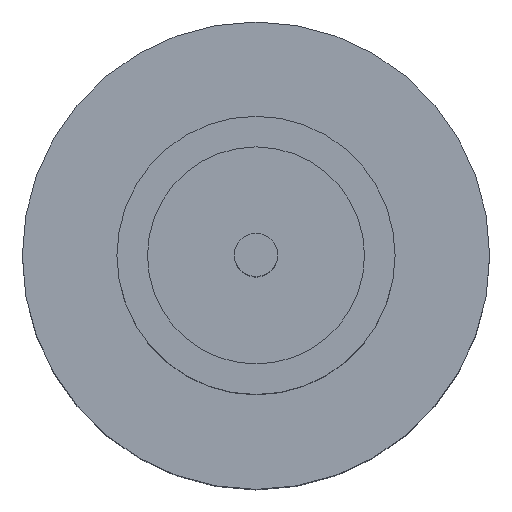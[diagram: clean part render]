
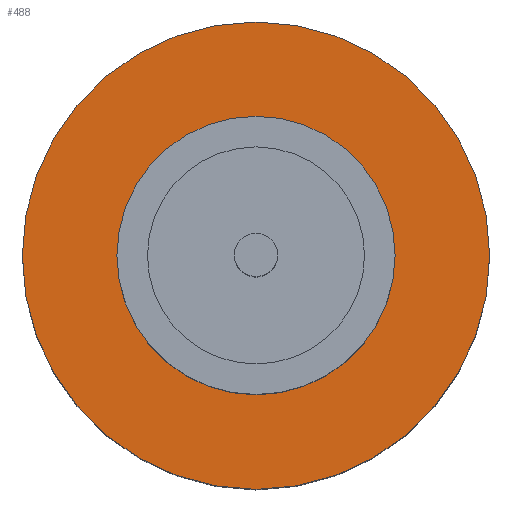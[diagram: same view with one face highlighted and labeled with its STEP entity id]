
A CAD part, top view. The second image highlights one B-rep face of the part: STEP entity #488.
In plain terms, the highlighted planar face has unit normal (0, 0, 1).
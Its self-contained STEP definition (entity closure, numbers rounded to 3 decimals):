
#20 = CARTESIAN_POINT ( 'NONE',  ( 0., 0., 1.55 ) ) ;
#84 = AXIS2_PLACEMENT_3D ( 'NONE', #486, #695, #319 ) ;
#150 = ORIENTED_EDGE ( 'NONE', *, *, #907, .T. ) ;
#179 = FACE_OUTER_BOUND ( 'NONE', #562, .T. ) ;
#199 = AXIS2_PLACEMENT_3D ( 'NONE', #20, #537, #294 ) ;
#214 = AXIS2_PLACEMENT_3D ( 'NONE', #629, #396, #626 ) ;
#230 = DIRECTION ( 'NONE',  ( 1., 0., 0. ) ) ;
#238 = CIRCLE ( 'NONE', #214, 2.1 ) ;
#241 = EDGE_LOOP ( 'NONE', ( #600, #823 ) ) ;
#270 = CARTESIAN_POINT ( 'NONE',  ( 2.1, 0., 1.55 ) ) ;
#294 = DIRECTION ( 'NONE',  ( 1., 0., 0. ) ) ;
#300 = AXIS2_PLACEMENT_3D ( 'NONE', #755, #679, #230 ) ;
#319 = DIRECTION ( 'NONE',  ( 1., 0., 0. ) ) ;
#370 = ORIENTED_EDGE ( 'NONE', *, *, #597, .T. ) ;
#396 = DIRECTION ( 'NONE',  ( 0., 0., 1. ) ) ;
#413 = CARTESIAN_POINT ( 'NONE',  ( -1.25, 0., 1.55 ) ) ;
#425 = CIRCLE ( 'NONE', #84, 2.1 ) ;
#432 = AXIS2_PLACEMENT_3D ( 'NONE', #761, #845, #625 ) ;
#435 = VERTEX_POINT ( 'NONE', #605 ) ;
#444 = CARTESIAN_POINT ( 'NONE',  ( -2.1, 0., 1.55 ) ) ;
#462 = VERTEX_POINT ( 'NONE', #444 ) ;
#480 = EDGE_CURVE ( 'NONE', #435, #833, #898, .T. ) ;
#486 = CARTESIAN_POINT ( 'NONE',  ( 0., 0., 1.55 ) ) ;
#488 = ADVANCED_FACE ( 'NONE', ( #516, #179 ), #752, .T. ) ;
#516 = FACE_BOUND ( 'NONE', #241, .T. ) ;
#537 = DIRECTION ( 'NONE',  ( 0., 0., 1. ) ) ;
#562 = EDGE_LOOP ( 'NONE', ( #370, #150 ) ) ;
#593 = CIRCLE ( 'NONE', #432, 1.25 ) ;
#597 = EDGE_CURVE ( 'NONE', #462, #860, #238, .T. ) ;
#600 = ORIENTED_EDGE ( 'NONE', *, *, #480, .F. ) ;
#605 = CARTESIAN_POINT ( 'NONE',  ( 1.25, 0., 1.55 ) ) ;
#625 = DIRECTION ( 'NONE',  ( 1., 0., 0. ) ) ;
#626 = DIRECTION ( 'NONE',  ( 1., 0., 0. ) ) ;
#629 = CARTESIAN_POINT ( 'NONE',  ( 0., 0., 1.55 ) ) ;
#679 = DIRECTION ( 'NONE',  ( 0., 0., 1. ) ) ;
#695 = DIRECTION ( 'NONE',  ( 0., 0., 1. ) ) ;
#752 = PLANE ( 'NONE',  #300 ) ;
#755 = CARTESIAN_POINT ( 'NONE',  ( 0., 0., 1.55 ) ) ;
#761 = CARTESIAN_POINT ( 'NONE',  ( 0., 0., 1.55 ) ) ;
#823 = ORIENTED_EDGE ( 'NONE', *, *, #947, .F. ) ;
#833 = VERTEX_POINT ( 'NONE', #413 ) ;
#845 = DIRECTION ( 'NONE',  ( 0., 0., 1. ) ) ;
#860 = VERTEX_POINT ( 'NONE', #270 ) ;
#898 = CIRCLE ( 'NONE', #199, 1.25 ) ;
#907 = EDGE_CURVE ( 'NONE', #860, #462, #425, .T. ) ;
#947 = EDGE_CURVE ( 'NONE', #833, #435, #593, .T. ) ;
